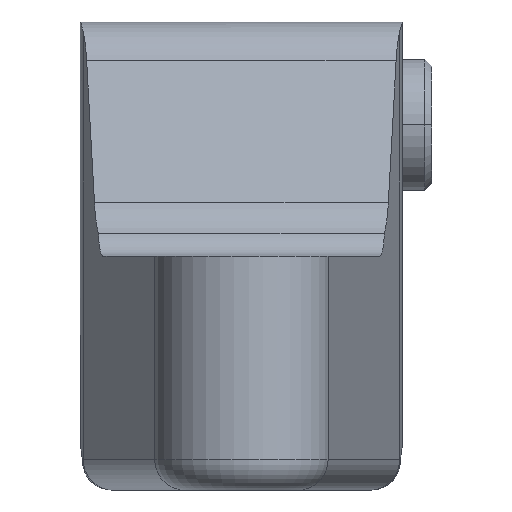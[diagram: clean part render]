
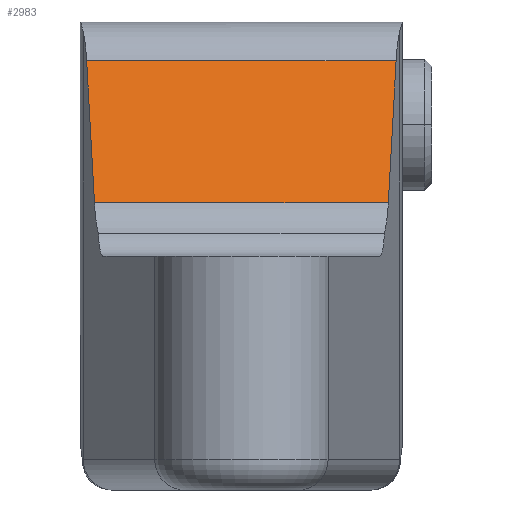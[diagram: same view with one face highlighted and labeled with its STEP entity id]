
A CAD part, front view. The second image highlights one B-rep face of the part: STEP entity #2983.
In plain terms, the highlighted planar face has unit normal (0, -0.942, 0.336).
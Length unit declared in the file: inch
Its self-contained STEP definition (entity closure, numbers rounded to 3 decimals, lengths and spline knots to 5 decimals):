
#265=DIRECTION('',(-1.,0.,0.));
#266=VECTOR('',#265,1.32247);
#267=CARTESIAN_POINT('',(0.66124,-0.67348,
1.83396));
#268=LINE('',#267,#266);
#299=DIRECTION('',(0.052,0.335,0.941));
#300=VECTOR('',#299,0.64415);
#301=CARTESIAN_POINT('',(0.6279,-0.88952,
1.22804));
#302=LINE('',#301,#300);
#338=DIRECTION('',(-0.052,0.335,0.941));
#339=VECTOR('',#338,0.64415);
#340=CARTESIAN_POINT('',(-0.6279,-0.88952,
1.22804));
#341=LINE('',#340,#339);
#1497=DIRECTION('',(-1.,0.,0.));
#1498=VECTOR('',#1497,1.25581);
#1499=CARTESIAN_POINT('',(0.6279,-0.88952,
1.22804));
#1500=LINE('',#1499,#1498);
#1526=CARTESIAN_POINT('',(-0.6279,-0.88952,
1.22804));
#1527=CARTESIAN_POINT('',(-0.66124,-0.67348,
1.83396));
#1528=VERTEX_POINT('',#1526);
#1529=VERTEX_POINT('',#1527);
#1530=CARTESIAN_POINT('',(0.6279,-0.88952,
1.22804));
#1531=CARTESIAN_POINT('',(0.66124,-0.67348,
1.83396));
#1532=VERTEX_POINT('',#1530);
#1533=VERTEX_POINT('',#1531);
#2971=CARTESIAN_POINT('',(0.8256,-0.88952,1.22804));
#2972=DIRECTION('',(0.,0.942,-0.336));
#2973=DIRECTION('',(0.,0.336,0.942));
#2974=AXIS2_PLACEMENT_3D('',#2971,#2972,#2973);
#2975=PLANE('',#2974);
#2976=ORIENTED_EDGE('',*,*,#1912,.T.);
#2977=ORIENTED_EDGE('',*,*,#1851,.F.);
#2978=ORIENTED_EDGE('',*,*,#1873,.F.);
#2980=ORIENTED_EDGE('',*,*,#2979,.T.);
#2981=EDGE_LOOP('',(#2976,#2977,#2978,#2980));
#2982=FACE_OUTER_BOUND('',#2981,.F.);
#2983=ADVANCED_FACE('',(#2982),#2975,.F.);
#1851=EDGE_CURVE('',#1533,#1529,#268,.T.);
#1873=EDGE_CURVE('',#1532,#1533,#302,.T.);
#1912=EDGE_CURVE('',#1528,#1529,#341,.T.);
#2979=EDGE_CURVE('',#1532,#1528,#1500,.T.);
